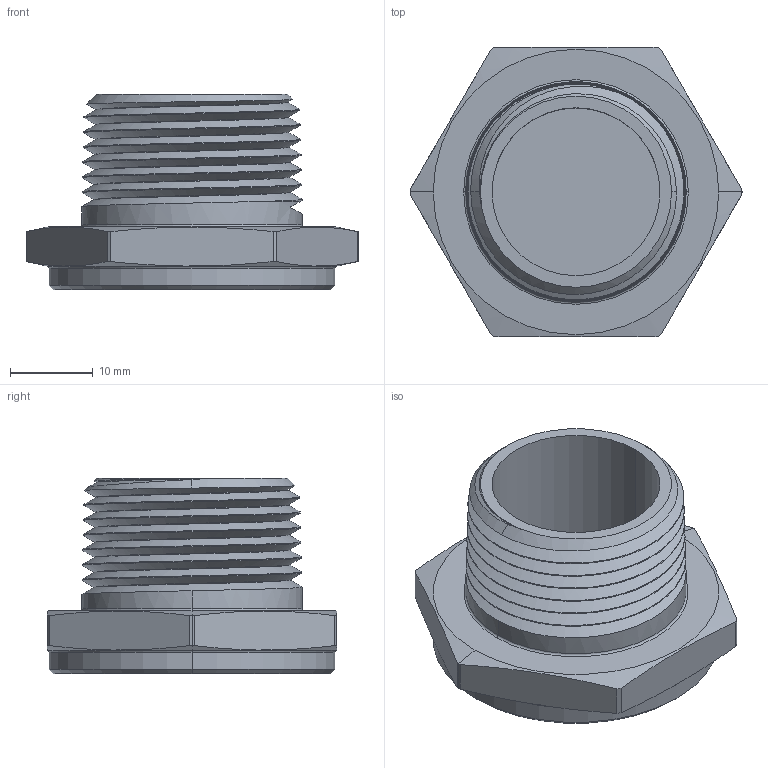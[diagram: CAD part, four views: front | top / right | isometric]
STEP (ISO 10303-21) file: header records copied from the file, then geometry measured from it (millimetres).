
FILE_DESCRIPTION (( 'STEP AP214' ), '1' );
FILE_NAME ('403004.step', '2013-08-19T22:23:35', ( '' ), ( '' ), 'SwSTEP 2.0', 'SolidWorks 2012', '' );
FILE_SCHEMA (( 'AUTOMOTIVE_DESIGN' ));
Length unit declared in the file: inch
Products named in the file (1): 403004
Bounding box: 40.17 x 35.05 x 23.62 mm (x, y, z)
Volume: 9160.1 mm3; surface area: 6713.6 mm2
Topology: 2 solids, 2 shells, 59 faces, 148 edges, 94 vertices
Faces by surface type: cone 23, cylinder 15, plane 14, torus 4, bspline 3
Entity records: 5332 total; most frequent: CARTESIAN_POINT 3889, ORIENTED_EDGE 296, DIRECTION 255, EDGE_CURVE 148, AXIS2_PLACEMENT_3D 103, VERTEX_POINT 94, EDGE_LOOP 62, FACE_OUTER_BOUND 59
